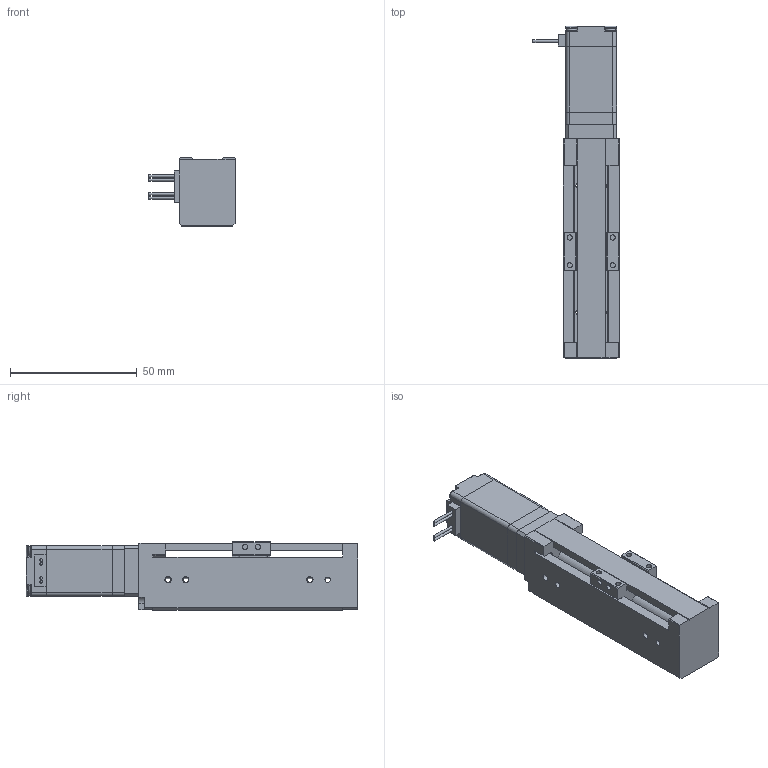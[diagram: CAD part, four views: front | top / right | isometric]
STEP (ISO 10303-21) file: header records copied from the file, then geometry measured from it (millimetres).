
FILE_DESCRIPTION( ( '' ), '1' );
FILE_NAME( 'TN1P09-05A.stp', '2022-03-28T08:26:26', ( 'Dimamotor' ), ( 'Dimamotor' ), 'PSStep 17.0.49', ' ', ' ' );
FILE_SCHEMA( ( 'AUTOMOTIVE_DESIGN { 1 0 10303 214 1 1 1 1 }' ) );
Length unit declared in the file: millimetre
Products named in the file (8): 步進MS21_單軸下蓋(四線式); Screw_ANSI_B18.6.3_09F_UNC_No2x7I16_v12.00; Assem1; TS1P02-05A; 步進MS21_上蓋test; 步進MS214_定子; 20_LSA_NUT
Assembly tree (10 placements, depth 3):
  Assem1
    TS1P02-05A
    步進MS21_上蓋test
    步進MS214_定子
    20_LSA_NUT
    步進MS21_單軸下蓋(四線式)
      Screw_ANSI_B18.6.3_09F_UNC_No2x7I16_v12.00  x4
      步進MS21_單軸下蓋(四線式)
Bounding box: 34 x 131.1 x 27 mm (x, y, z)
Volume: 50068 mm3; surface area: 25694.4 mm2
Topology: 9 solids, 12 shells, 369 faces, 978 edges, 647 vertices
Faces by surface type: plane 217, cylinder 118, cone 26, sphere 4, torus 4
Full cylindrical faces by diameter (mm): 1 x4, 1.6 x8, 2.05 x25, 2.184 x8, 2.2 x4, 2.5 x4, 2.7 x2, 3 x3, 4 x1, 4.8 x1, 6 x6, 7 x1, 16 x1, 17 x1
Entity records: 11144 total; most frequent: CARTESIAN_POINT 1628, DIRECTION 1482, ORIENTED_EDGE 1336, EDGE_CURVE 668, AXIS2_PLACEMENT_3D 523, VERTEX_POINT 485, EDGE_LOOP 441, LINE 436
